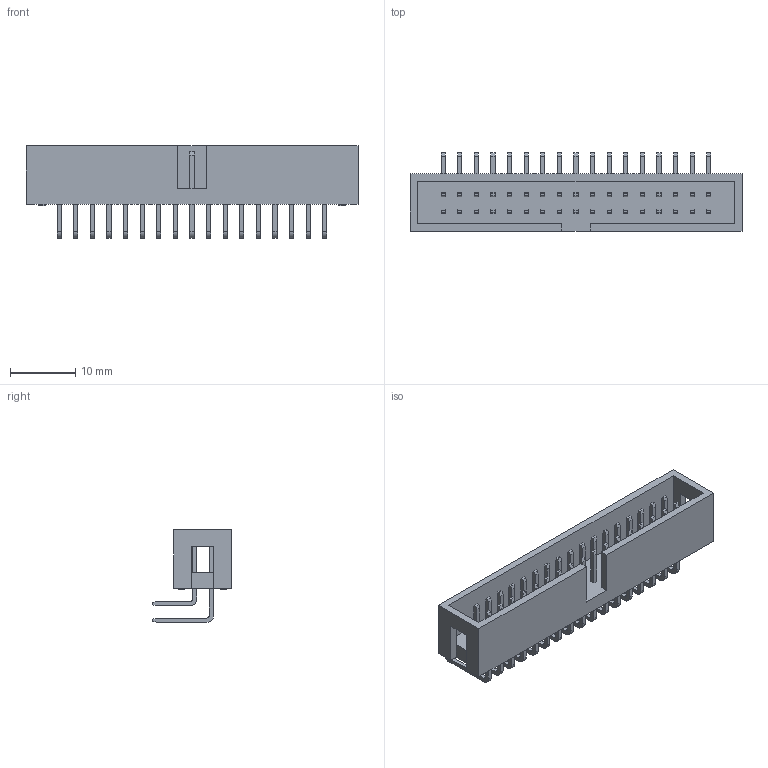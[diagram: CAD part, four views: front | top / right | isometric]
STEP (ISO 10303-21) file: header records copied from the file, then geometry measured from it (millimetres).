
FILE_DESCRIPTION(('STEP AP214'),'1');
FILE_NAME('header_awhw34a-0202-t.stp','2015-04-29T15:06:09',('TraceParts'),('TraceParts S.A.'),'XStep 1.0',' ',' ');
FILE_SCHEMA(('automotive_design'));
Length unit declared in the file: millimetre
Products named in the file (1): 1
Bounding box: 50.8 x 12.03 x 14.18 mm (x, y, z)
Volume: 2089.1 mm3; surface area: 4058.2 mm2
Topology: 1 solids, 1 shells, 654 faces, 1748 edges, 1164 vertices
Faces by surface type: plane 586, cylinder 68
Entity records: 39892 total; most frequent: CARTESIAN_POINT 3567, STYLED_ITEM 3566, PRESENTATION_STYLE_ASSIGNMENT 3566, COLOUR_RGB 3566, ORIENTED_EDGE 3496, DIRECTION 3194, EDGE_CURVE 1748, CURVE_STYLE 1748
